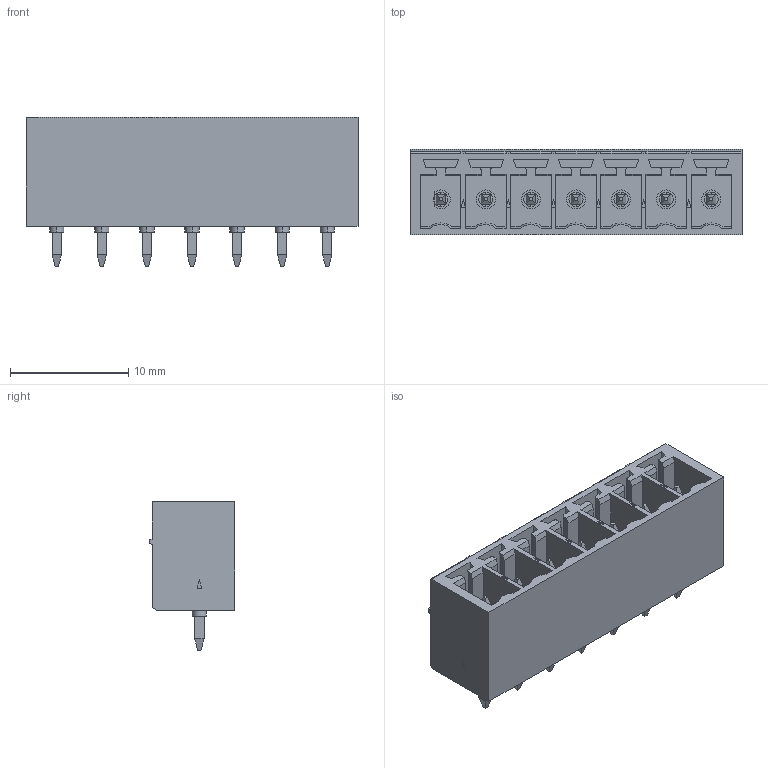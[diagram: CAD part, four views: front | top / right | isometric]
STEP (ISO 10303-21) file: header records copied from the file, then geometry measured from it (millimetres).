
FILE_DESCRIPTION(('FreeCAD Model'),'2;1');
FILE_NAME('mcv_1.5-7-g-3.81.step','2017-01-28T07:40:03',( 'Author'),(''),'Open CASCADE STEP processor 6.8','FreeCAD','Unknown' );
FILE_SCHEMA(('AUTOMOTIVE_DESIGN_CC2 { 1 2 10303 214 -1 1 5 4 }'));
Length unit declared in the file: millimetre
Products named in the file (2): ASSEMBLY; mcv_1.5-7-g-3.81
Assembly tree (1 placements, depth 2):
  ASSEMBLY
    mcv_1.5-7-g-3.81
Bounding box: 28.06 x 7.25 x 12.6 mm (x, y, z)
Volume: 1057.2 mm3; surface area: 2335.5 mm2
Topology: 1 solids, 1 shells, 528 faces, 1334 edges, 859 vertices
Faces by surface type: plane 412, cylinder 88, sphere 14, cone 14
Entity records: 46991 total; most frequent: CARTESIAN_POINT 17205, DIRECTION 4665, LINE 2999, VECTOR 2999, ORIENTED_EDGE 2640, PCURVE 2640, DEFINITIONAL_REPRESENTATION 2640, EDGE_CURVE 1320
